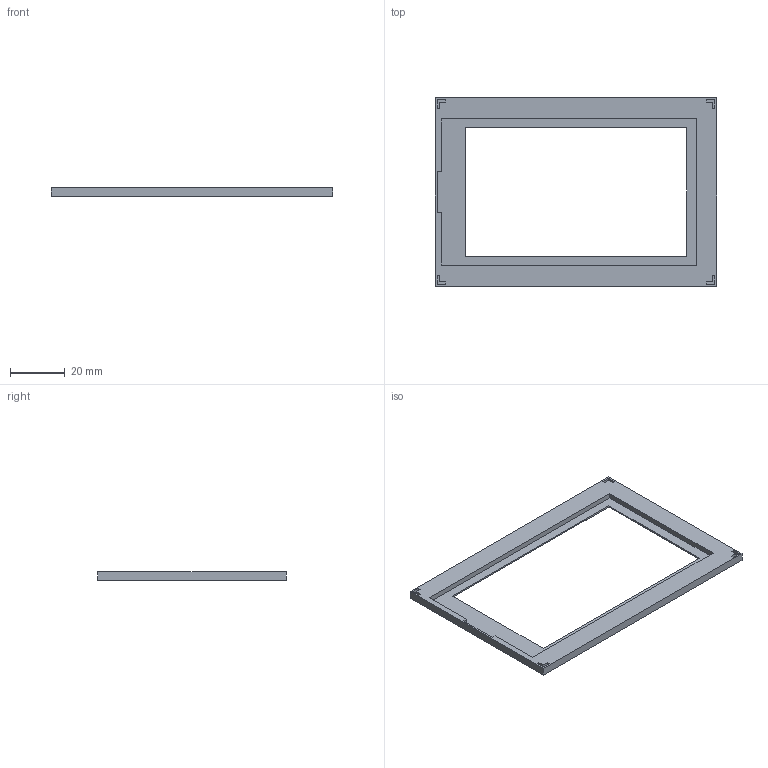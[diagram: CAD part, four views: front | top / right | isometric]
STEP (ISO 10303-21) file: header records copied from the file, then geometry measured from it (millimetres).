
FILE_DESCRIPTION (( 'STEP AP214' ), '1' );
FILE_NAME ('Display Enclosure.STEP', '2025-07-24T03:25:19', ( '' ), ( '' ), 'SwSTEP 2.0', 'SolidWorks 2023', '' );
FILE_SCHEMA (( 'AUTOMOTIVE_DESIGN' ));
Length unit declared in the file: millimetre
Products named in the file (1): Display Enclosure
Bounding box: 103 x 69 x 3 mm (x, y, z)
Volume: 7411 mm3; surface area: 8462.8 mm2
Topology: 1 solids, 1 shells, 55 faces, 144 edges, 96 vertices
Faces by surface type: plane 51, cylinder 4
Entity records: 1685 total; most frequent: CARTESIAN_POINT 332, ORIENTED_EDGE 288, DIRECTION 244, EDGE_CURVE 144, VECTOR 132, LINE 132, VERTEX_POINT 96, EDGE_LOOP 62
